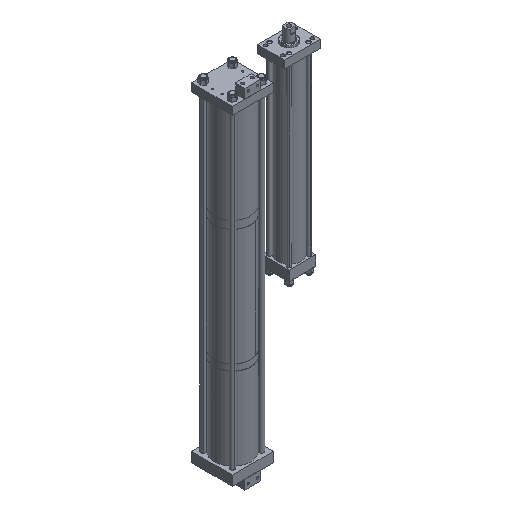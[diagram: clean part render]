
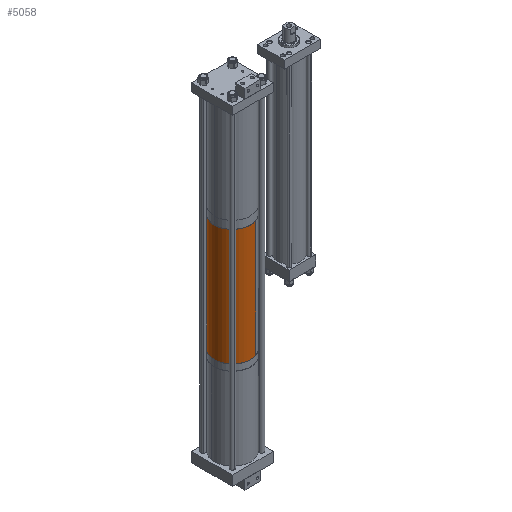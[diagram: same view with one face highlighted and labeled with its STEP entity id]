
A CAD part, isometric view. The second image highlights one B-rep face of the part: STEP entity #5058.
In plain terms, the highlighted cylindrical face has radius 73.025 mm (diameter 146.05 mm), a partial arc.
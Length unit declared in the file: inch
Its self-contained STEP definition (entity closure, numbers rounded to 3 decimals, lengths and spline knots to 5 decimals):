
#92 = CARTESIAN_POINT ( 'NONE',  ( 2.875, 0., 18.509 ) ) ;
#175 = FACE_OUTER_BOUND ( 'NONE', #13577, .T. ) ;
#179 = AXIS2_PLACEMENT_3D ( 'NONE', #1778, #12064, #4348 ) ;
#1778 = CARTESIAN_POINT ( 'NONE',  ( 0., 0., 0. ) ) ;
#1893 = ORIENTED_EDGE ( 'NONE', *, *, #9745, .F. ) ;
#2366 = CARTESIAN_POINT ( 'NONE',  ( 2.875, 0., 0. ) ) ;
#2452 = DIRECTION ( 'NONE',  ( 0., 0., -1. ) ) ;
#2935 = CIRCLE ( 'NONE', #179, 2.875 ) ;
#2991 = CIRCLE ( 'NONE', #14346, 2.875 ) ;
#3038 = EDGE_CURVE ( 'NONE', #3465, #10143, #2991, .T. ) ;
#3465 = VERTEX_POINT ( 'NONE', #9948 ) ;
#4348 = DIRECTION ( 'NONE',  ( 1., 0., 0. ) ) ;
#4995 = CARTESIAN_POINT ( 'NONE',  ( -2.875, 0., 18.509 ) ) ;
#5058 = ADVANCED_FACE ( 'NONE', ( #175 ), #14213, .T. ) ;
#5537 = VECTOR ( 'NONE', #8739, 39.37008 ) ;
#7293 = CARTESIAN_POINT ( 'NONE',  ( 0., 0., 18.509 ) ) ;
#8123 = AXIS2_PLACEMENT_3D ( 'NONE', #14940, #2452, #8704 ) ;
#8180 = LINE ( 'NONE', #4995, #5537 ) ;
#8632 = VERTEX_POINT ( 'NONE', #12431 ) ;
#8704 = DIRECTION ( 'NONE',  ( -1., 0., 0. ) ) ;
#8739 = DIRECTION ( 'NONE',  ( 0., 0., -1. ) ) ;
#9684 = CARTESIAN_POINT ( 'NONE',  ( 2.875, 0., 18.509 ) ) ;
#9745 = EDGE_CURVE ( 'NONE', #10143, #12886, #11105, .T. ) ;
#9948 = CARTESIAN_POINT ( 'NONE',  ( -2.875, 0., 18.509 ) ) ;
#10143 = VERTEX_POINT ( 'NONE', #92 ) ;
#11105 = LINE ( 'NONE', #9684, #13322 ) ;
#11220 = ORIENTED_EDGE ( 'NONE', *, *, #15663, .T. ) ;
#11954 = ORIENTED_EDGE ( 'NONE', *, *, #14112, .T. ) ;
#12064 = DIRECTION ( 'NONE',  ( 0., 0., 1. ) ) ;
#12431 = CARTESIAN_POINT ( 'NONE',  ( -2.875, 0., 0. ) ) ;
#12558 = ORIENTED_EDGE ( 'NONE', *, *, #3038, .F. ) ;
#12588 = DIRECTION ( 'NONE',  ( 1., 0., 0. ) ) ;
#12886 = VERTEX_POINT ( 'NONE', #2366 ) ;
#13322 = VECTOR ( 'NONE', #13516, 39.37008 ) ;
#13516 = DIRECTION ( 'NONE',  ( 0., 0., -1. ) ) ;
#13577 = EDGE_LOOP ( 'NONE', ( #1893, #12558, #11954, #11220 ) ) ;
#14112 = EDGE_CURVE ( 'NONE', #3465, #8632, #8180, .T. ) ;
#14213 = CYLINDRICAL_SURFACE ( 'NONE', #8123, 2.875 ) ;
#14346 = AXIS2_PLACEMENT_3D ( 'NONE', #7293, #16275, #12588 ) ;
#14940 = CARTESIAN_POINT ( 'NONE',  ( 0., 0., 18.509 ) ) ;
#15663 = EDGE_CURVE ( 'NONE', #8632, #12886, #2935, .T. ) ;
#16275 = DIRECTION ( 'NONE',  ( 0., 0., 1. ) ) ;
